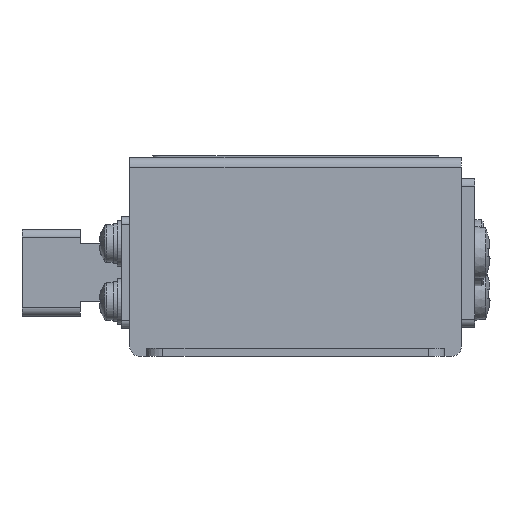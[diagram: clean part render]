
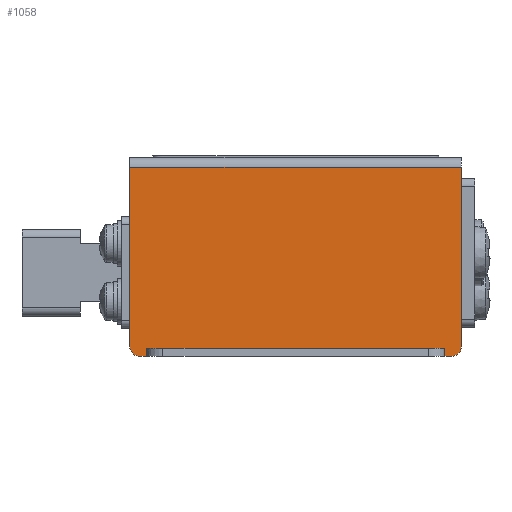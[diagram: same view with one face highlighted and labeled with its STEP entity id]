
A CAD part, left-side view. The second image highlights one B-rep face of the part: STEP entity #1058.
In plain terms, the highlighted planar face has unit normal (-1, 0, 0).
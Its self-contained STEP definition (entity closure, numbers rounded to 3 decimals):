
#1058 = ADVANCED_FACE( '', ( #2387 ), #2388, .T. );
#2387 = FACE_OUTER_BOUND( '', #4017, .T. );
#2388 = PLANE( '', #4018 );
#4017 = EDGE_LOOP( '', ( #7071, #7072, #7073, #7074, #7075, #7076, #7077, #7078, #7079, #7080 ) );
#4018 = AXIS2_PLACEMENT_3D( '', #7081, #7082, #7083 );
#7071 = ORIENTED_EDGE( '', *, *, #10406, .T. );
#7072 = ORIENTED_EDGE( '', *, *, #10295, .T. );
#7073 = ORIENTED_EDGE( '', *, *, #10407, .T. );
#7074 = ORIENTED_EDGE( '', *, *, #9661, .T. );
#7075 = ORIENTED_EDGE( '', *, *, #9346, .T. );
#7076 = ORIENTED_EDGE( '', *, *, #9917, .T. );
#7077 = ORIENTED_EDGE( '', *, *, #10408, .F. );
#7078 = ORIENTED_EDGE( '', *, *, #10156, .T. );
#7079 = ORIENTED_EDGE( '', *, *, #10409, .T. );
#7080 = ORIENTED_EDGE( '', *, *, #10410, .T. );
#7081 = CARTESIAN_POINT( '', ( -49.5, 20., -24. ) );
#7082 = DIRECTION( '', ( -1., 0., 0. ) );
#7083 = DIRECTION( '', ( 0., 1., 0. ) );
#9346 = EDGE_CURVE( '', #11159, #11157, #11160, .T. );
#9661 = EDGE_CURVE( '', #11704, #11159, #11705, .T. );
#9917 = EDGE_CURVE( '', #11157, #12124, #12127, .F. );
#10156 = EDGE_CURVE( '', #12495, #12493, #12496, .T. );
#10295 = EDGE_CURVE( '', #12696, #12697, #12698, .T. );
#10406 = EDGE_CURVE( '', #12849, #12696, #12850, .T. );
#10407 = EDGE_CURVE( '', #12697, #11704, #12851, .T. );
#10408 = EDGE_CURVE( '', #12495, #12124, #12852, .T. );
#10409 = EDGE_CURVE( '', #12493, #12853, #12854, .T. );
#10410 = EDGE_CURVE( '', #12853, #12849, #12855, .T. );
#11157 = VERTEX_POINT( '', #13815 );
#11159 = VERTEX_POINT( '', #13817 );
#11160 = LINE( '', #13818, #13819 );
#11704 = VERTEX_POINT( '', #14679 );
#11705 = CIRCLE( '', #14680, 1.2 );
#12124 = VERTEX_POINT( '', #15335 );
#12127 = LINE( '', #15338, #15339 );
#12493 = VERTEX_POINT( '', #15946 );
#12495 = VERTEX_POINT( '', #15949 );
#12496 = CIRCLE( '', #15950, 1.2 );
#12696 = VERTEX_POINT( '', #16272 );
#12697 = VERTEX_POINT( '', #16273 );
#12698 = LINE( '', #16274, #16275 );
#12849 = VERTEX_POINT( '', #16525 );
#12850 = LINE( '', #16526, #16527 );
#12851 = LINE( '', #16528, #16529 );
#12852 = LINE( '', #16530, #16531 );
#12853 = VERTEX_POINT( '', #16532 );
#12854 = LINE( '', #16533, #16534 );
#12855 = LINE( '', #16535, #16536 );
#13815 = CARTESIAN_POINT( '', ( -49.5, -20., -1.2 ) );
#13817 = CARTESIAN_POINT( '', ( -49.5, -20., -22.8 ) );
#13818 = CARTESIAN_POINT( '', ( -49.5, -20., -24. ) );
#13819 = VECTOR( '', #17680, 1000. );
#14679 = CARTESIAN_POINT( '', ( -49.5, -18.8, -24. ) );
#14680 = AXIS2_PLACEMENT_3D( '', #18033, #18034, #18035 );
#15335 = CARTESIAN_POINT( '', ( -49.5, 20., -1.2 ) );
#15338 = CARTESIAN_POINT( '', ( -49.5, 20., -1.2 ) );
#15339 = VECTOR( '', #18318, 1000. );
#15946 = CARTESIAN_POINT( '', ( -49.5, 18.8, -24. ) );
#15949 = CARTESIAN_POINT( '', ( -49.5, 20., -22.8 ) );
#15950 = AXIS2_PLACEMENT_3D( '', #18561, #18562, #18563 );
#16272 = CARTESIAN_POINT( '', ( -49.5, -18., -23. ) );
#16273 = CARTESIAN_POINT( '', ( -49.5, -18., -24. ) );
#16274 = CARTESIAN_POINT( '', ( -49.5, -18., -24. ) );
#16275 = VECTOR( '', #18683, 1000. );
#16525 = CARTESIAN_POINT( '', ( -49.5, 18., -23. ) );
#16526 = CARTESIAN_POINT( '', ( -49.5, 20., -23. ) );
#16527 = VECTOR( '', #18784, 1000. );
#16528 = CARTESIAN_POINT( '', ( -49.5, 20., -24. ) );
#16529 = VECTOR( '', #18785, 1000. );
#16530 = CARTESIAN_POINT( '', ( -49.5, 20., -24. ) );
#16531 = VECTOR( '', #18786, 1000. );
#16532 = CARTESIAN_POINT( '', ( -49.5, 18., -24. ) );
#16533 = CARTESIAN_POINT( '', ( -49.5, 20., -24. ) );
#16534 = VECTOR( '', #18787, 1000. );
#16535 = CARTESIAN_POINT( '', ( -49.5, 18., -24. ) );
#16536 = VECTOR( '', #18788, 1000. );
#17680 = DIRECTION( '', ( 0., 0., 1. ) );
#18033 = CARTESIAN_POINT( '', ( -49.5, -18.8, -22.8 ) );
#18034 = DIRECTION( '', ( -1., 0., 0. ) );
#18035 = DIRECTION( '', ( 0., 0., 1. ) );
#18318 = DIRECTION( '', ( 0., -1., 0. ) );
#18561 = CARTESIAN_POINT( '', ( -49.5, 18.8, -22.8 ) );
#18562 = DIRECTION( '', ( -1., 0., 0. ) );
#18563 = DIRECTION( '', ( 0., 0., 1. ) );
#18683 = DIRECTION( '', ( 0., 0., -1. ) );
#18784 = DIRECTION( '', ( 0., -1., 0. ) );
#18785 = DIRECTION( '', ( 0., -1., 0. ) );
#18786 = DIRECTION( '', ( 0., 0., 1. ) );
#18787 = DIRECTION( '', ( 0., -1., 0. ) );
#18788 = DIRECTION( '', ( 0., 0., 1. ) );
